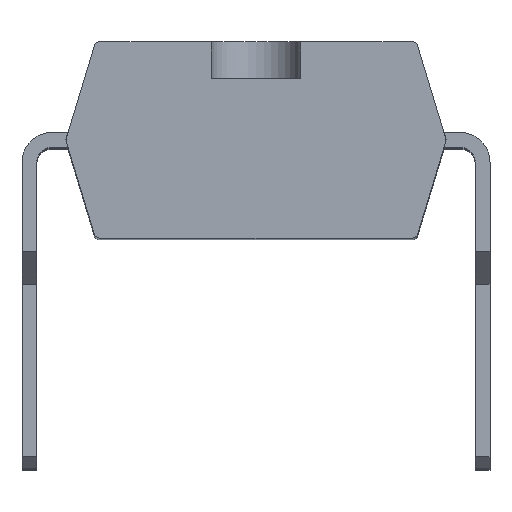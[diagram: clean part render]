
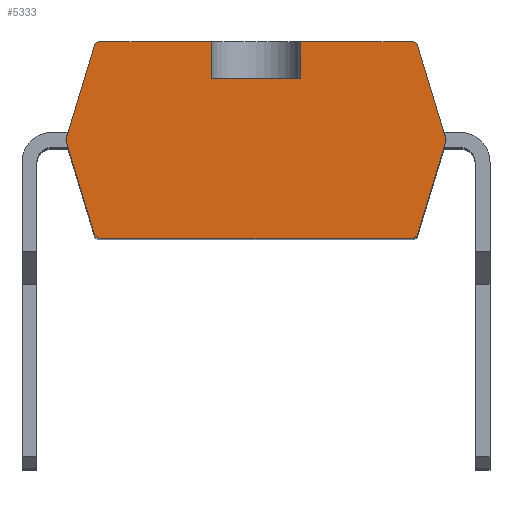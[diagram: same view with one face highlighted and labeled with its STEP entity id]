
A CAD part, top view. The second image highlights one B-rep face of the part: STEP entity #5333.
In plain terms, the highlighted planar face has unit normal (0, 0, 1).
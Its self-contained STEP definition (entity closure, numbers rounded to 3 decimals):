
#173=CIRCLE('',#5655,0.1);
#175=CIRCLE('',#5658,0.1);
#176=CIRCLE('',#5660,0.1);
#182=CIRCLE('',#5685,0.1);
#184=CIRCLE('',#5688,0.1);
#185=CIRCLE('',#5689,0.1);
#417=FACE_OUTER_BOUND('',#671,.T.);
#671=EDGE_LOOP('',(#4727,#4728,#4729,#4730,#4731,#4732,#4733,#4734,#4735,
#4736,#4737,#4738,#4739,#4740,#4741,#4742));
#694=LINE('',#7077,#1351);
#698=LINE('',#7084,#1355);
#1246=LINE('',#9139,#1903);
#1247=LINE('',#9142,#1904);
#1248=LINE('',#9144,#1905);
#1252=LINE('',#9157,#1909);
#1297=LINE('',#9262,#1954);
#1304=LINE('',#9279,#1961);
#1307=LINE('',#9289,#1964);
#1308=LINE('',#9292,#1965);
#1351=VECTOR('',#5724,1.876);
#1355=VECTOR('',#5728,1.876);
#1903=VECTOR('',#6830,0.62);
#1904=VECTOR('',#6833,0.62);
#1905=VECTOR('',#6836,1.5);
#1909=VECTOR('',#6850,1.62);
#1954=VECTOR('',#6949,1.62);
#1961=VECTOR('',#6962,1.62);
#1964=VECTOR('',#6973,5.252);
#1965=VECTOR('',#6976,1.62);
#2008=VERTEX_POINT('',#7073);
#2009=VERTEX_POINT('',#7074);
#2010=VERTEX_POINT('',#7076);
#2013=VERTEX_POINT('',#7082);
#2467=VERTEX_POINT('',#9138);
#2468=VERTEX_POINT('',#9140);
#2471=VERTEX_POINT('',#9154);
#2472=VERTEX_POINT('',#9156);
#2476=VERTEX_POINT('',#9166);
#2478=VERTEX_POINT('',#9172);
#2479=VERTEX_POINT('',#9176);
#2511=VERTEX_POINT('',#9276);
#2512=VERTEX_POINT('',#9278);
#2513=VERTEX_POINT('',#9282);
#2515=VERTEX_POINT('',#9288);
#2516=VERTEX_POINT('',#9291);
#2547=EDGE_CURVE('',#2010,#2009,#694,.T.);
#2551=EDGE_CURVE('',#2008,#2013,#698,.T.);
#3198=EDGE_CURVE('',#2467,#2008,#1246,.T.);
#3200=EDGE_CURVE('',#2009,#2468,#1247,.T.);
#3201=EDGE_CURVE('',#2468,#2467,#1248,.T.);
#3206=EDGE_CURVE('',#2472,#2471,#1252,.T.);
#3211=EDGE_CURVE('',#2476,#2472,#173,.T.);
#3215=EDGE_CURVE('',#2471,#2478,#175,.T.);
#3217=EDGE_CURVE('',#2013,#2479,#176,.T.);
#3259=EDGE_CURVE('',#2479,#2476,#1297,.T.);
#3267=EDGE_CURVE('',#2511,#2512,#1304,.T.);
#3269=EDGE_CURVE('',#2513,#2511,#182,.T.);
#3272=EDGE_CURVE('',#2515,#2478,#1307,.T.);
#3273=EDGE_CURVE('',#2512,#2515,#184,.T.);
#3274=EDGE_CURVE('',#2516,#2513,#1308,.T.);
#3275=EDGE_CURVE('',#2010,#2516,#185,.T.);
#4727=ORIENTED_EDGE('',*,*,#3198,.T.);
#4728=ORIENTED_EDGE('',*,*,#2551,.T.);
#4729=ORIENTED_EDGE('',*,*,#3217,.T.);
#4730=ORIENTED_EDGE('',*,*,#3259,.T.);
#4731=ORIENTED_EDGE('',*,*,#3211,.T.);
#4732=ORIENTED_EDGE('',*,*,#3206,.T.);
#4733=ORIENTED_EDGE('',*,*,#3215,.T.);
#4734=ORIENTED_EDGE('',*,*,#3272,.F.);
#4735=ORIENTED_EDGE('',*,*,#3273,.F.);
#4736=ORIENTED_EDGE('',*,*,#3267,.F.);
#4737=ORIENTED_EDGE('',*,*,#3269,.F.);
#4738=ORIENTED_EDGE('',*,*,#3274,.F.);
#4739=ORIENTED_EDGE('',*,*,#3275,.F.);
#4740=ORIENTED_EDGE('',*,*,#2547,.T.);
#4741=ORIENTED_EDGE('',*,*,#3200,.T.);
#4742=ORIENTED_EDGE('',*,*,#3201,.T.);
#5052=PLANE('',#5687);
#5333=ADVANCED_FACE('',(#417),#5052,.T.);
#5655=AXIS2_PLACEMENT_3D('',#9167,#6857,#6858);
#5658=AXIS2_PLACEMENT_3D('',#9174,#6865,#6866);
#5660=AXIS2_PLACEMENT_3D('',#9178,#6870,#6871);
#5685=AXIS2_PLACEMENT_3D('',#9283,#6966,#6967);
#5687=AXIS2_PLACEMENT_3D('',#9287,#6971,#6972);
#5688=AXIS2_PLACEMENT_3D('',#9290,#6974,#6975);
#5689=AXIS2_PLACEMENT_3D('',#9293,#6977,#6978);
#5724=DIRECTION('',(-1.,0.,0.));
#5728=DIRECTION('',(-1.,0.,0.));
#6830=DIRECTION('',(0.,1.,0.));
#6833=DIRECTION('',(0.,-1.,0.));
#6836=DIRECTION('',(-1.,0.,0.));
#6850=DIRECTION('',(0.29,-0.957,0.));
#6857=DIRECTION('center_axis',(0.,0.,1.));
#6858=DIRECTION('ref_axis',(-1.,0.,0.));
#6865=DIRECTION('center_axis',(0.,0.,1.));
#6866=DIRECTION('ref_axis',(-0.596,-0.803,0.));
#6870=DIRECTION('center_axis',(0.,0.,1.));
#6871=DIRECTION('ref_axis',(-0.596,0.803,0.));
#6949=DIRECTION('',(-0.29,-0.957,0.));
#6962=DIRECTION('',(-0.29,-0.957,0.));
#6966=DIRECTION('center_axis',(0.,0.,-1.));
#6967=DIRECTION('ref_axis',(1.,0.,0.));
#6971=DIRECTION('center_axis',(0.,0.,1.));
#6972=DIRECTION('ref_axis',(1.,0.,0.));
#6973=DIRECTION('',(-1.,0.,0.));
#6974=DIRECTION('center_axis',(0.,0.,-1.));
#6975=DIRECTION('ref_axis',(0.596,-0.803,0.));
#6976=DIRECTION('',(0.29,-0.957,0.));
#6977=DIRECTION('center_axis',(0.,0.,-1.));
#6978=DIRECTION('ref_axis',(0.596,0.803,0.));
#7073=CARTESIAN_POINT('',(-3.45,3.3,0.));
#7074=CARTESIAN_POINT('',(-1.95,3.3,0.));
#7076=CARTESIAN_POINT('',(-0.074,3.3,0.));
#7077=CARTESIAN_POINT('',(-0.074,3.3,0.));
#7082=CARTESIAN_POINT('',(-5.326,3.3,0.));
#7084=CARTESIAN_POINT('',(-3.45,3.3,0.));
#9138=CARTESIAN_POINT('',(-3.45,2.68,0.));
#9139=CARTESIAN_POINT('',(-3.45,2.68,0.));
#9140=CARTESIAN_POINT('',(-1.95,2.68,0.));
#9142=CARTESIAN_POINT('',(-1.95,3.3,0.));
#9144=CARTESIAN_POINT('',(-1.95,2.68,0.));
#9154=CARTESIAN_POINT('',(-5.422,0.071,0.));
#9156=CARTESIAN_POINT('',(-5.891,1.621,0.));
#9157=CARTESIAN_POINT('',(-5.891,1.621,0.));
#9166=CARTESIAN_POINT('',(-5.891,1.679,0.));
#9167=CARTESIAN_POINT('Origin',(-5.796,1.65,0.));
#9172=CARTESIAN_POINT('',(-5.326,0.,0.));
#9174=CARTESIAN_POINT('Origin',(-5.326,0.1,0.));
#9176=CARTESIAN_POINT('',(-5.422,3.229,0.));
#9178=CARTESIAN_POINT('Origin',(-5.326,3.2,0.));
#9262=CARTESIAN_POINT('',(-5.422,3.229,0.));
#9276=CARTESIAN_POINT('',(0.491,1.621,0.));
#9278=CARTESIAN_POINT('',(0.022,0.071,0.));
#9279=CARTESIAN_POINT('',(0.491,1.621,0.));
#9282=CARTESIAN_POINT('',(0.491,1.679,0.));
#9283=CARTESIAN_POINT('Origin',(0.396,1.65,0.));
#9287=CARTESIAN_POINT('Origin',(-1.263,1.65,0.));
#9288=CARTESIAN_POINT('',(-0.074,0.,0.));
#9289=CARTESIAN_POINT('',(-0.074,0.,0.));
#9290=CARTESIAN_POINT('Origin',(-0.074,0.1,0.));
#9291=CARTESIAN_POINT('',(0.022,3.229,0.));
#9292=CARTESIAN_POINT('',(0.022,3.229,0.));
#9293=CARTESIAN_POINT('Origin',(-0.074,3.2,0.));
